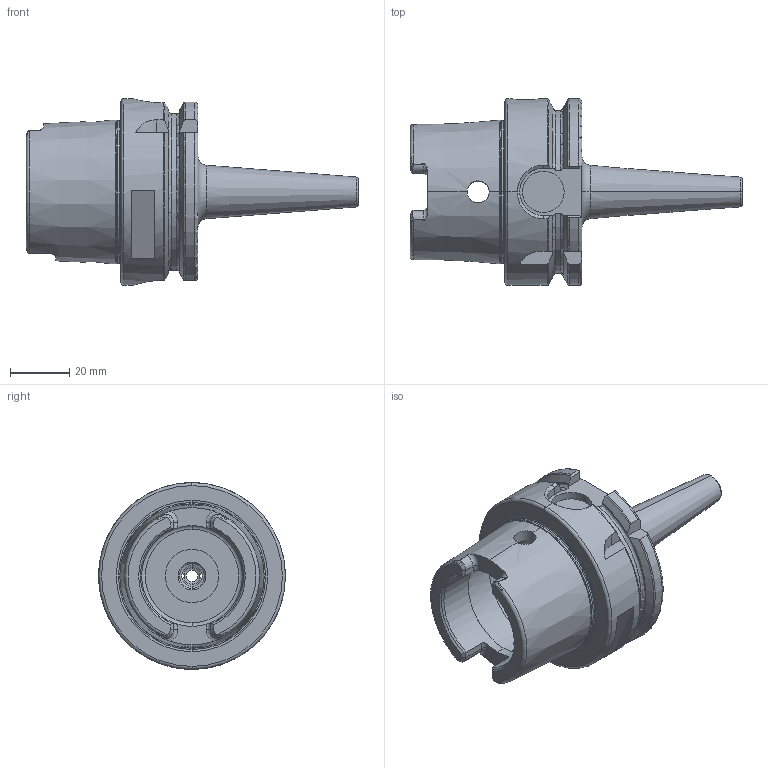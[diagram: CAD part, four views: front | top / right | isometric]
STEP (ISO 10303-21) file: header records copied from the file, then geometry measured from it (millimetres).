
FILE_DESCRIPTION (( 'STEP AP203' ), '1' );
FILE_NAME ('HA63A260-04080HP1.STEP', '2020-12-29T03:26:03', ( 'user' ), ( '' ), 'SwSTEP 2.0', 'SolidWorks 2013', '' );
FILE_SCHEMA (( 'CONFIG_CONTROL_DESIGN' ));
Length unit declared in the file: millimetre
Products named in the file (1): HA63A260-04080HP1
Bounding box: 112 x 63 x 63 mm (x, y, z)
Volume: 87748.4 mm3; surface area: 25661.7 mm2
Topology: 1 solids, 1 shells, 211 faces, 546 edges, 339 vertices
Faces by surface type: plane 64, cylinder 55, cone 41, torus 39, bspline 12
Entity records: 7952 total; most frequent: CARTESIAN_POINT 2932, ORIENTED_EDGE 1092, DIRECTION 973, EDGE_CURVE 546, AXIS2_PLACEMENT_3D 394, VERTEX_POINT 339, EDGE_LOOP 223, FACE_OUTER_BOUND 211
